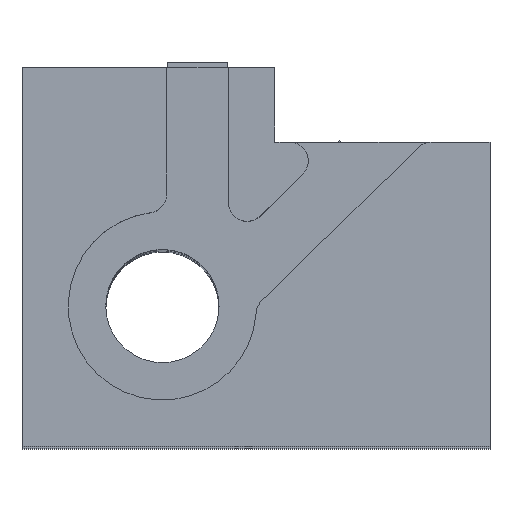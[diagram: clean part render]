
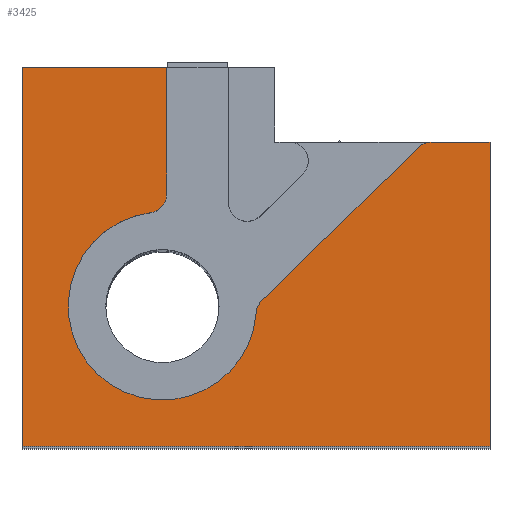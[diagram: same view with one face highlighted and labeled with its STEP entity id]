
A CAD part, top view. The second image highlights one B-rep face of the part: STEP entity #3425.
In plain terms, the highlighted planar face has unit normal (0, 0, 1).
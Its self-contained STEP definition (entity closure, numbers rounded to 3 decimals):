
#52=CIRCLE('',#3600,2.);
#54=CIRCLE('',#3604,10.05);
#55=CIRCLE('',#3605,2.);
#56=CIRCLE('',#3606,2.);
#504=FACE_OUTER_BOUND('',#703,.T.);
#703=EDGE_LOOP('',(#2976,#2977,#2978,#2979,#2980,#2981,#2982,#2983,#2984,
#2985,#2986));
#975=LINE('',#6095,#1280);
#988=LINE('',#6135,#1293);
#991=LINE('',#6145,#1296);
#992=LINE('',#6146,#1297);
#993=LINE('',#6148,#1298);
#994=LINE('',#6150,#1299);
#995=LINE('',#6152,#1300);
#1280=VECTOR('',#4035,10.);
#1293=VECTOR('',#4072,10.);
#1296=VECTOR('',#4081,10.);
#1297=VECTOR('',#4082,10.);
#1298=VECTOR('',#4083,10.);
#1299=VECTOR('',#4084,10.);
#1300=VECTOR('',#4085,10.);
#1614=VERTEX_POINT('',#6092);
#1615=VERTEX_POINT('',#6094);
#1626=VERTEX_POINT('',#6125);
#1627=VERTEX_POINT('',#6126);
#1630=VERTEX_POINT('',#6134);
#1632=VERTEX_POINT('',#6140);
#1633=VERTEX_POINT('',#6142);
#1634=VERTEX_POINT('',#6144);
#1635=VERTEX_POINT('',#6147);
#1636=VERTEX_POINT('',#6149);
#1637=VERTEX_POINT('',#6151);
#2075=EDGE_CURVE('',#1615,#1614,#975,.T.);
#2089=EDGE_CURVE('',#1626,#1627,#52,.T.);
#2093=EDGE_CURVE('',#1630,#1627,#988,.T.);
#2096=EDGE_CURVE('',#1626,#1632,#54,.T.);
#2097=EDGE_CURVE('',#1633,#1632,#55,.T.);
#2098=EDGE_CURVE('',#1633,#1634,#991,.T.);
#2099=EDGE_CURVE('',#1634,#1615,#992,.T.);
#2100=EDGE_CURVE('',#1614,#1635,#993,.T.);
#2101=EDGE_CURVE('',#1635,#1636,#994,.T.);
#2102=EDGE_CURVE('',#1636,#1637,#995,.T.);
#2103=EDGE_CURVE('',#1630,#1637,#56,.T.);
#2976=ORIENTED_EDGE('',*,*,#2089,.F.);
#2977=ORIENTED_EDGE('',*,*,#2096,.T.);
#2978=ORIENTED_EDGE('',*,*,#2097,.F.);
#2979=ORIENTED_EDGE('',*,*,#2098,.T.);
#2980=ORIENTED_EDGE('',*,*,#2099,.T.);
#2981=ORIENTED_EDGE('',*,*,#2075,.T.);
#2982=ORIENTED_EDGE('',*,*,#2100,.T.);
#2983=ORIENTED_EDGE('',*,*,#2101,.T.);
#2984=ORIENTED_EDGE('',*,*,#2102,.T.);
#2985=ORIENTED_EDGE('',*,*,#2103,.F.);
#2986=ORIENTED_EDGE('',*,*,#2093,.T.);
#3255=PLANE('',#3603);
#3425=ADVANCED_FACE('',(#504),#3255,.T.);
#3600=AXIS2_PLACEMENT_3D('',#6127,#4064,#4065);
#3603=AXIS2_PLACEMENT_3D('',#6139,#4075,#4076);
#3604=AXIS2_PLACEMENT_3D('',#6141,#4077,#4078);
#3605=AXIS2_PLACEMENT_3D('',#6143,#4079,#4080);
#3606=AXIS2_PLACEMENT_3D('',#6153,#4086,#4087);
#4035=DIRECTION('',(0.,-1.,0.));
#4064=DIRECTION('center_axis',(0.,0.,-1.));
#4065=DIRECTION('ref_axis',(-0.907,0.421,0.));
#4072=DIRECTION('',(-0.714,-0.7,0.));
#4075=DIRECTION('center_axis',(0.,0.,1.));
#4076=DIRECTION('ref_axis',(1.,0.,0.));
#4077=DIRECTION('center_axis',(0.,0.,-1.));
#4078=DIRECTION('ref_axis',(-1.,0.,0.));
#4079=DIRECTION('center_axis',(0.,0.,-1.));
#4080=DIRECTION('ref_axis',(0.751,-0.66,0.));
#4081=DIRECTION('',(0.,1.,0.));
#4082=DIRECTION('',(-1.,0.,0.));
#4083=DIRECTION('',(1.,0.,0.));
#4084=DIRECTION('',(0.,1.,0.));
#4085=DIRECTION('',(-1.,0.,0.));
#4086=DIRECTION('center_axis',(0.,0.,-1.));
#4087=DIRECTION('ref_axis',(-0.378,0.926,0.));
#6092=CARTESIAN_POINT('',(-15.,-15.,20.));
#6094=CARTESIAN_POINT('',(-15.,25.5,20.));
#6095=CARTESIAN_POINT('',(-15.,25.5,20.));
#6125=CARTESIAN_POINT('',(10.023,-0.741,20.));
#6126=CARTESIAN_POINT('',(10.617,0.539,20.));
#6127=CARTESIAN_POINT('Origin',(12.017,-0.889,20.));
#6134=CARTESIAN_POINT('',(27.323,16.928,20.));
#6135=CARTESIAN_POINT('',(27.907,17.5,20.));
#6139=CARTESIAN_POINT('Origin',(6.971,1.994,20.));
#6140=CARTESIAN_POINT('',(-1.293,9.967,20.));
#6141=CARTESIAN_POINT('Origin',(0.,0.,20.));
#6142=CARTESIAN_POINT('',(0.45,11.95,20.));
#6143=CARTESIAN_POINT('Origin',(-1.55,11.95,20.));
#6144=CARTESIAN_POINT('',(0.45,25.5,20.));
#6145=CARTESIAN_POINT('',(0.45,10.04,20.));
#6146=CARTESIAN_POINT('',(12.,25.5,20.));
#6147=CARTESIAN_POINT('',(35.,-15.,20.));
#6148=CARTESIAN_POINT('',(-15.,-15.,20.));
#6149=CARTESIAN_POINT('',(35.,17.5,20.));
#6150=CARTESIAN_POINT('',(35.,-15.,20.));
#6151=CARTESIAN_POINT('',(28.724,17.5,20.));
#6152=CARTESIAN_POINT('',(35.,17.5,20.));
#6153=CARTESIAN_POINT('Origin',(28.724,15.5,20.));
